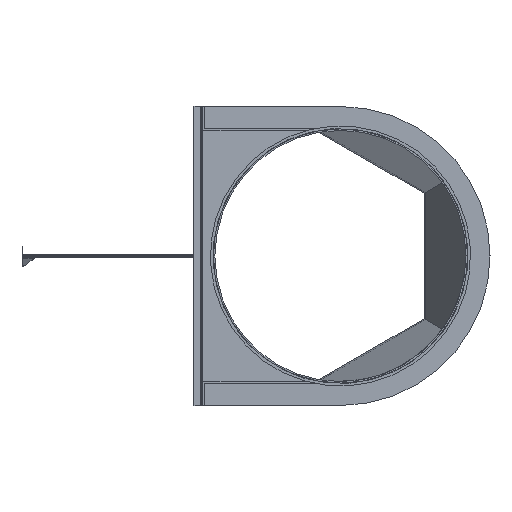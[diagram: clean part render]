
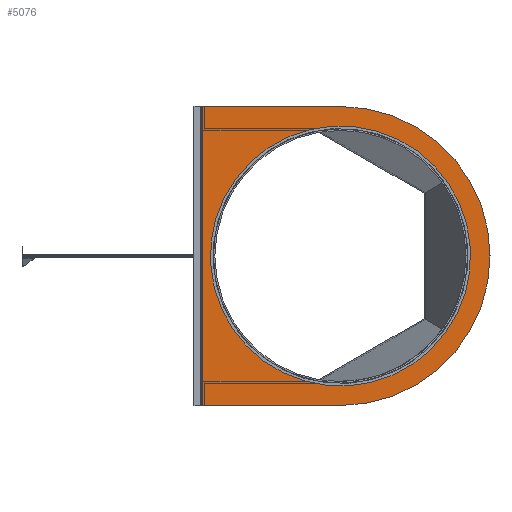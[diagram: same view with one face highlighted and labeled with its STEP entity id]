
A CAD part, left-side view. The second image highlights one B-rep face of the part: STEP entity #5076.
In plain terms, the highlighted face is planar.
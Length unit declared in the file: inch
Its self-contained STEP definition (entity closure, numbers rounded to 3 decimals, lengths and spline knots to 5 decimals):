
#111 = EDGE_CURVE ( 'NONE', #3922, #2100, #3761, .T. ) ;
#377 = CARTESIAN_POINT ( 'NONE',  ( -25., 44., 0.25 ) ) ;
#454 = ORIENTED_EDGE ( 'NONE', *, *, #111, .T. ) ;
#458 = CARTESIAN_POINT ( 'NONE',  ( 0., 21., 0.25 ) ) ;
#498 = CIRCLE ( 'NONE', #5596, 21.25 ) ;
#1026 = FACE_OUTER_BOUND ( 'NONE', #3638, .T. ) ;
#1052 = LINE ( 'NONE', #1595, #3685 ) ;
#1129 = CARTESIAN_POINT ( 'NONE',  ( -25., 21., 0.25 ) ) ;
#1561 = ORIENTED_EDGE ( 'NONE', *, *, #4939, .T. ) ;
#1595 = CARTESIAN_POINT ( 'NONE',  ( -25., 21., 0.25 ) ) ;
#1639 = PLANE ( 'NONE',  #4207 ) ;
#1735 = EDGE_CURVE ( 'NONE', #3485, #4885, #1052, .T. ) ;
#1752 = DIRECTION ( 'NONE',  ( 1., 0., 0. ) ) ;
#2100 = VERTEX_POINT ( 'NONE', #3217 ) ;
#2174 = DIRECTION ( 'NONE',  ( 1., 0., 0. ) ) ;
#2688 = ORIENTED_EDGE ( 'NONE', *, *, #1735, .T. ) ;
#2752 = VECTOR ( 'NONE', #4307, 39.37008 ) ;
#3001 = CARTESIAN_POINT ( 'NONE',  ( 21.25, 21., 0.25 ) ) ;
#3014 = ORIENTED_EDGE ( 'NONE', *, *, #4314, .T. ) ;
#3126 = DIRECTION ( 'NONE',  ( 0., 1., 0. ) ) ;
#3217 = CARTESIAN_POINT ( 'NONE',  ( 25., 44., 0.25 ) ) ;
#3251 = ORIENTED_EDGE ( 'NONE', *, *, #4282, .T. ) ;
#3261 = VECTOR ( 'NONE', #3126, 39.37008 ) ;
#3278 = CARTESIAN_POINT ( 'NONE',  ( 25., 21., 0.25 ) ) ;
#3282 = EDGE_CURVE ( 'NONE', #4885, #3922, #3715, .T. ) ;
#3338 = EDGE_LOOP ( 'NONE', ( #1561, #3251 ) ) ;
#3433 = DIRECTION ( 'NONE',  ( 0., 0., -1. ) ) ;
#3485 = VERTEX_POINT ( 'NONE', #4358 ) ;
#3638 = EDGE_LOOP ( 'NONE', ( #4045, #454, #3014, #2688 ) ) ;
#3685 = VECTOR ( 'NONE', #6207, 39.37008 ) ;
#3715 = CIRCLE ( 'NONE', #7005, 25. ) ;
#3761 = LINE ( 'NONE', #5365, #3261 ) ;
#3762 = CARTESIAN_POINT ( 'NONE',  ( -21.25, 21., 0.25 ) ) ;
#3823 = DIRECTION ( 'NONE',  ( 1., 0., 0. ) ) ;
#3901 = DIRECTION ( 'NONE',  ( 0., 0., -1. ) ) ;
#3922 = VERTEX_POINT ( 'NONE', #3278 ) ;
#4016 = CARTESIAN_POINT ( 'NONE',  ( 0., 21., 0.25 ) ) ;
#4045 = ORIENTED_EDGE ( 'NONE', *, *, #3282, .T. ) ;
#4207 = AXIS2_PLACEMENT_3D ( 'NONE', #6634, #7267, #2174 ) ;
#4267 = VERTEX_POINT ( 'NONE', #3001 ) ;
#4282 = EDGE_CURVE ( 'NONE', #4267, #6682, #6067, .T. ) ;
#4307 = DIRECTION ( 'NONE',  ( -1., 0., 0. ) ) ;
#4314 = EDGE_CURVE ( 'NONE', #2100, #3485, #6547, .T. ) ;
#4322 = DIRECTION ( 'NONE',  ( 0., 0., 1. ) ) ;
#4358 = CARTESIAN_POINT ( 'NONE',  ( -25., 44., 0.25 ) ) ;
#4885 = VERTEX_POINT ( 'NONE', #1129 ) ;
#4939 = EDGE_CURVE ( 'NONE', #6682, #4267, #498, .T. ) ;
#5009 = AXIS2_PLACEMENT_3D ( 'NONE', #458, #3901, #3823 ) ;
#5076 = ADVANCED_FACE ( 'NONE', ( #1026, #6594 ), #1639, .T. ) ;
#5365 = CARTESIAN_POINT ( 'NONE',  ( 25., 21., 0.25 ) ) ;
#5596 = AXIS2_PLACEMENT_3D ( 'NONE', #4016, #3433, #1752 ) ;
#5971 = DIRECTION ( 'NONE',  ( 1., 0., 0. ) ) ;
#6067 = CIRCLE ( 'NONE', #5009, 21.25 ) ;
#6207 = DIRECTION ( 'NONE',  ( 0., -1., 0. ) ) ;
#6547 = LINE ( 'NONE', #377, #2752 ) ;
#6594 = FACE_BOUND ( 'NONE', #3338, .T. ) ;
#6634 = CARTESIAN_POINT ( 'NONE',  ( 0., 21., 0.25 ) ) ;
#6682 = VERTEX_POINT ( 'NONE', #3762 ) ;
#7005 = AXIS2_PLACEMENT_3D ( 'NONE', #7088, #4322, #5971 ) ;
#7088 = CARTESIAN_POINT ( 'NONE',  ( 0., 21., 0.25 ) ) ;
#7267 = DIRECTION ( 'NONE',  ( 0., 0., 1. ) ) ;
